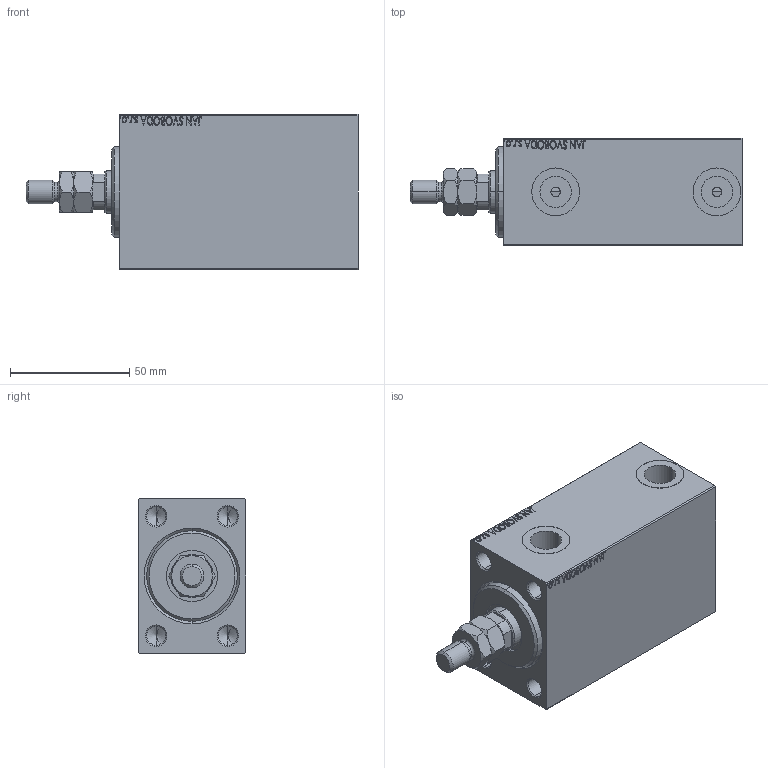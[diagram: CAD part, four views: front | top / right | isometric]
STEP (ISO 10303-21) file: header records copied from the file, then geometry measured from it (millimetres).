
FILE_DESCRIPTION (( 'STEP AP203' ), '1' );
FILE_NAME ('ecfb.STEP', '2021-03-18T17:00:15', ( '' ), ( '' ), 'SwSTEP 2.0', 'SolidWorks 2019', '' );
FILE_SCHEMA (( 'CONFIG_CONTROL_DESIGN' ));
Length unit declared in the file: millimetre
Products named in the file (5): V450CM_VC_B 132fb554c2e6684291f4bde6786cda03; MTA 132fb554c2e6684291f4bde6786cda03; V450CM_B_VCP 132fb554c2e6684291f4bde6786cda03; V450CM_B 132fb554c2e6684291f4bde6786cda03; ecfb
Assembly tree (4 placements, depth 2):
  ecfb
    V450CM_B 132fb554c2e6684291f4bde6786cda03
    V450CM_B_VCP 132fb554c2e6684291f4bde6786cda03
    V450CM_VC_B 132fb554c2e6684291f4bde6786cda03
    MTA 132fb554c2e6684291f4bde6786cda03
Bounding box: 139 x 45 x 65 mm (x, y, z)
Volume: 275177.2 mm3; surface area: 56158.1 mm2
Topology: 4 solids, 4 shells, 944 faces, 2394 edges, 1555 vertices
Faces by surface type: plane 420, bspline 380, cone 74, cylinder 68, torus 2
Entity records: 46497 total; most frequent: CARTESIAN_POINT 25904, ORIENTED_EDGE 4752, DIRECTION 2874, EDGE_CURVE 2376, VERTEX_POINT 1555, VECTOR 1364, LINE 1364, EDGE_LOOP 1069
